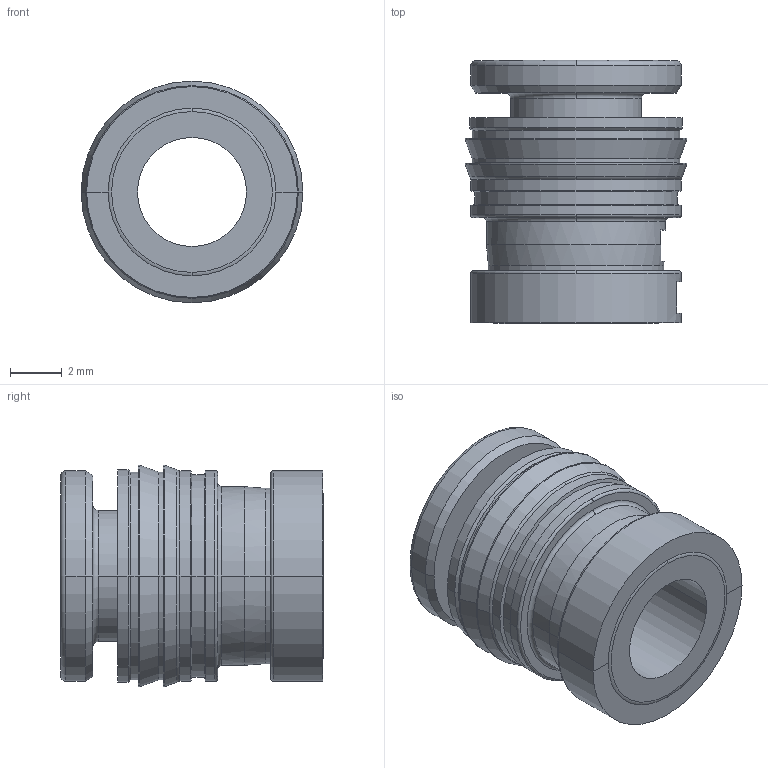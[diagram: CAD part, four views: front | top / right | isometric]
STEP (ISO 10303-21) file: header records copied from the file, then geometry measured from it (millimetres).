
FILE_DESCRIPTION(('STEP AP214'),'1');
FILE_NAME('3100_04_00.stp','2016-07-07T14:13:06',('TraceParts'),('TraceParts S.A.'),'Spatial InterOp 3D',' ',' ');
FILE_SCHEMA(('automotive_design'));
Length unit declared in the file: millimetre
Products named in the file (1): 1
Bounding box: 8.54 x 10.13 x 8.54 mm (x, y, z)
Volume: 322.5 mm3; surface area: 565.1 mm2
Topology: 1 solids, 1 shells, 75 faces, 180 edges, 112 vertices
Faces by surface type: cylinder 28, torus 14, cone 14, plane 13, revolution 6
Entity records: 2252 total; most frequent: DIRECTION 445, CARTESIAN_POINT 384, ORIENTED_EDGE 360, AXIS2_PLACEMENT_3D 191, EDGE_CURVE 180, CIRCLE 121, VERTEX_POINT 112, EDGE_LOOP 82
